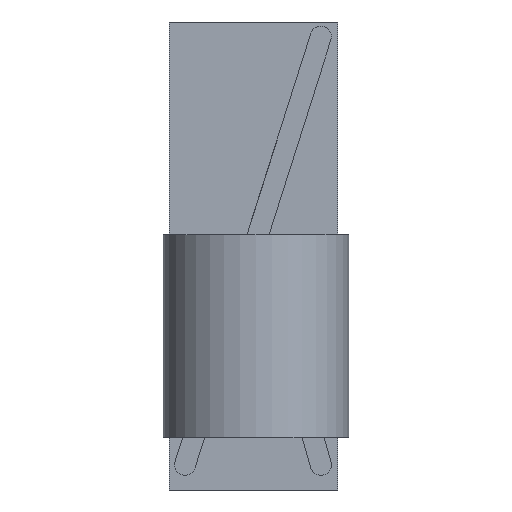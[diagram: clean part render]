
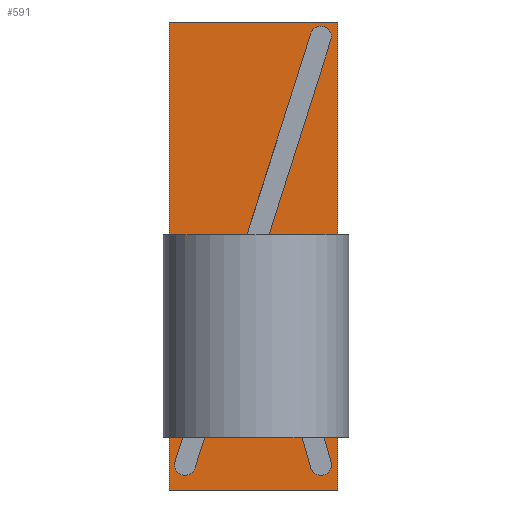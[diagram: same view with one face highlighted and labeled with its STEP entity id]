
A CAD part, left-side view. The second image highlights one B-rep face of the part: STEP entity #591.
In plain terms, the highlighted planar face has unit normal (-1, 0, 0).
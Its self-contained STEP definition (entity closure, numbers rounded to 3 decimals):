
#32=FACE_BOUND('',#109,.T.);
#33=FACE_BOUND('',#110,.T.);
#34=FACE_BOUND('',#111,.T.);
#46=PLANE('',#658);
#71=FACE_OUTER_BOUND('',#108,.T.);
#108=EDGE_LOOP('',(#442,#443,#444,#445));
#109=EDGE_LOOP('',(#446));
#110=EDGE_LOOP('',(#447));
#111=EDGE_LOOP('',(#448));
#146=LINE('',#929,#194);
#150=LINE('',#937,#198);
#153=LINE('',#943,#201);
#156=LINE('',#948,#204);
#194=VECTOR('',#741,10.);
#198=VECTOR('',#747,10.);
#201=VECTOR('',#752,10.);
#204=VECTOR('',#757,10.);
#240=CIRCLE('',#646,1.5);
#242=CIRCLE('',#649,1.5);
#244=CIRCLE('',#652,1.5);
#272=VERTEX_POINT('',#911);
#274=VERTEX_POINT('',#917);
#276=VERTEX_POINT('',#923);
#277=VERTEX_POINT('',#927);
#278=VERTEX_POINT('',#928);
#281=VERTEX_POINT('',#936);
#283=VERTEX_POINT('',#942);
#327=EDGE_CURVE('',#272,#272,#240,.T.);
#330=EDGE_CURVE('',#274,#274,#242,.T.);
#333=EDGE_CURVE('',#276,#276,#244,.T.);
#334=EDGE_CURVE('',#277,#278,#146,.T.);
#338=EDGE_CURVE('',#281,#278,#150,.T.);
#341=EDGE_CURVE('',#283,#281,#153,.T.);
#344=EDGE_CURVE('',#277,#283,#156,.T.);
#442=ORIENTED_EDGE('',*,*,#344,.F.);
#443=ORIENTED_EDGE('',*,*,#334,.T.);
#444=ORIENTED_EDGE('',*,*,#338,.F.);
#445=ORIENTED_EDGE('',*,*,#341,.F.);
#446=ORIENTED_EDGE('',*,*,#333,.F.);
#447=ORIENTED_EDGE('',*,*,#330,.F.);
#448=ORIENTED_EDGE('',*,*,#327,.F.);
#591=ADVANCED_FACE('',(#71,#32,#33,#34),#46,.F.);
#646=AXIS2_PLACEMENT_3D('',#913,#723,#724);
#649=AXIS2_PLACEMENT_3D('',#919,#730,#731);
#652=AXIS2_PLACEMENT_3D('',#925,#737,#738);
#658=AXIS2_PLACEMENT_3D('',#951,#761,#762);
#723=DIRECTION('center_axis',(-1.,0.,0.));
#724=DIRECTION('ref_axis',(0.,1.,0.));
#730=DIRECTION('center_axis',(-1.,0.,0.));
#731=DIRECTION('ref_axis',(0.,1.,0.));
#737=DIRECTION('center_axis',(-1.,0.,0.));
#738=DIRECTION('ref_axis',(0.,1.,0.));
#741=DIRECTION('',(0.,1.,0.));
#747=DIRECTION('',(0.,0.,1.));
#752=DIRECTION('',(0.,1.,0.));
#757=DIRECTION('',(0.,0.,-1.));
#761=DIRECTION('center_axis',(1.,0.,0.));
#762=DIRECTION('ref_axis',(0.,1.,0.));
#911=CARTESIAN_POINT('',(0.,14.7,-49.5));
#913=CARTESIAN_POINT('Origin',(0.,16.2,-49.5));
#917=CARTESIAN_POINT('',(0.,-17.5,52.));
#919=CARTESIAN_POINT('Origin',(0.,-16.,52.));
#923=CARTESIAN_POINT('',(0.,-17.5,-49.5));
#925=CARTESIAN_POINT('Origin',(0.,-16.,-49.5));
#927=CARTESIAN_POINT('',(0.,-20.,55.5));
#928=CARTESIAN_POINT('',(0.,20.,55.5));
#929=CARTESIAN_POINT('',(0.,-20.,55.5));
#936=CARTESIAN_POINT('',(0.,20.,-55.5));
#937=CARTESIAN_POINT('',(0.,20.,-55.5));
#942=CARTESIAN_POINT('',(0.,-20.,-55.5));
#943=CARTESIAN_POINT('',(0.,-20.,-55.5));
#948=CARTESIAN_POINT('',(0.,-20.,55.5));
#951=CARTESIAN_POINT('Origin',(0.,0.,0.));
